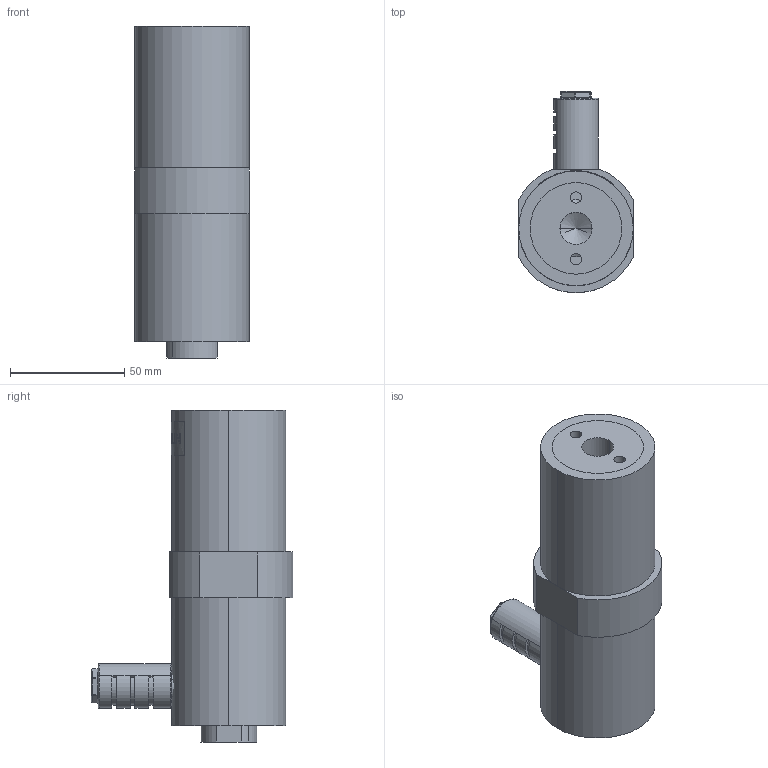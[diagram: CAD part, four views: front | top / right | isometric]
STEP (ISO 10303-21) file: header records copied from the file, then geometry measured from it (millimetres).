
FILE_DESCRIPTION (( 'STEP AP214' ), '1' );
FILE_NAME ('NTK 25 AL #03325500.STEP', '2022-01-28T09:11:19', ( '' ), ( '' ), 'SwSTEP 2.0', 'SolidWorks 2015', '' );
FILE_SCHEMA (( 'AUTOMOTIVE_DESIGN' ));
Length unit declared in the file: millimetre
Products named in the file (1): NTK 25 AL #03325500
Bounding box: 50 x 87.9 x 145 mm (x, y, z)
Volume: 269441.2 mm3; surface area: 57632.5 mm2
Topology: 5 solids, 5 shells, 153 faces, 401 edges, 263 vertices
Faces by surface type: cylinder 74, plane 46, cone 14, torus 11, sphere 8
Entity records: 5726 total; most frequent: CARTESIAN_POINT 1741, DIRECTION 817, ORIENTED_EDGE 778, EDGE_CURVE 389, AXIS2_PLACEMENT_3D 326, VERTEX_POINT 263, EDGE_LOOP 176, CIRCLE 172
